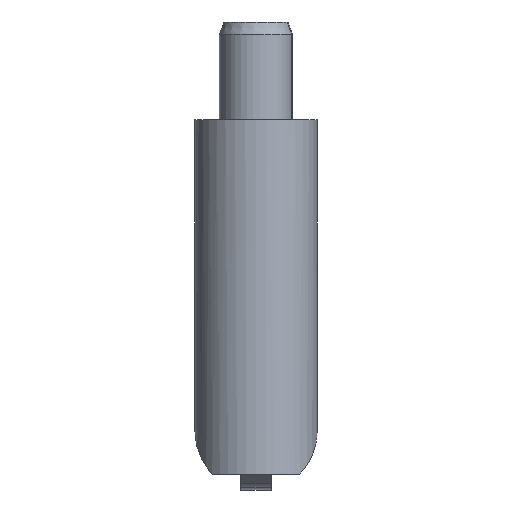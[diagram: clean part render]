
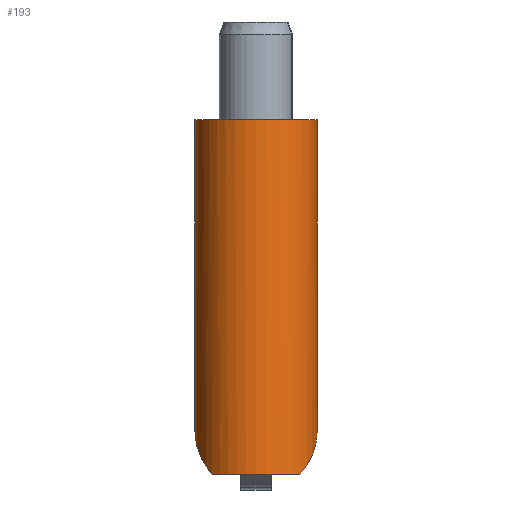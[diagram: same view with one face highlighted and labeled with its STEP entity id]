
A CAD part, front view. The second image highlights one B-rep face of the part: STEP entity #193.
In plain terms, the highlighted cylindrical face has radius 10 mm (diameter 20 mm), a partial arc.
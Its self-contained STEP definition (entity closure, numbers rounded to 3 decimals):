
#134=CARTESIAN_POINT('',(-9.287,7.127,0.0));
#135=DIRECTION('',(0.0,0.0,1.0));
#136=DIRECTION('',(-1.0,0.0,0.0));
#137=AXIS2_PLACEMENT_3D('',#134,#135,#136);
#138=CYLINDRICAL_SURFACE('',#137,10.0);
#139=CARTESIAN_POINT('',(-19.287,7.127,7.));
#140=VERTEX_POINT('',#139);
#141=CARTESIAN_POINT('',(-19.287,7.127,58.));
#142=VERTEX_POINT('',#141);
#143=CARTESIAN_POINT('',(-19.287,7.127,7.));
#144=DIRECTION('',(0.0,0.0,1.0));
#145=VECTOR('',#144,51.0);
#146=LINE('',#143,#145);
#147=EDGE_CURVE('',#140,#142,#146,.T.);
#148=ORIENTED_EDGE('',*,*,#147,.F.);
#149=CARTESIAN_POINT('',(-16.429,0.127,0.0));
#150=VERTEX_POINT('',#149);
#151=CARTESIAN_POINT('',(-9.287,7.127,7.));
#152=DIRECTION('',(0.0,-0.707,0.707));
#153=DIRECTION('',(0.0,-0.707,-0.707));
#154=AXIS2_PLACEMENT_3D('',#151,#152,#153);
#155=ELLIPSE('',#154,14.142,10.0);
#156=EDGE_CURVE('',#140,#150,#155,.T.);
#157=ORIENTED_EDGE('',*,*,#156,.T.);
#158=CARTESIAN_POINT('',(-2.146,0.127,0.0));
#159=VERTEX_POINT('',#158);
#160=CARTESIAN_POINT('',(-9.287,7.127,0.0));
#161=DIRECTION('',(0.0,0.0,-1.0));
#162=DIRECTION('',(-1.0,0.0,0.0));
#163=AXIS2_PLACEMENT_3D('',#160,#161,#162);
#164=CIRCLE('',#163,10.0);
#165=EDGE_CURVE('',#159,#150,#164,.T.);
#166=ORIENTED_EDGE('',*,*,#165,.F.);
#167=CARTESIAN_POINT('',(0.713,7.127,7.));
#168=VERTEX_POINT('',#167);
#169=CARTESIAN_POINT('',(-9.287,7.127,7.));
#170=DIRECTION('',(0.0,-0.707,0.707));
#171=DIRECTION('',(0.0,-0.707,-0.707));
#172=AXIS2_PLACEMENT_3D('',#169,#170,#171);
#173=ELLIPSE('',#172,14.142,10.0);
#174=EDGE_CURVE('',#159,#168,#173,.T.);
#175=ORIENTED_EDGE('',*,*,#174,.T.);
#176=CARTESIAN_POINT('',(0.713,7.127,58.));
#177=VERTEX_POINT('',#176);
#178=CARTESIAN_POINT('',(0.713,7.127,58.));
#179=DIRECTION('',(0.0,0.0,-1.0));
#180=VECTOR('',#179,51.);
#181=LINE('',#178,#180);
#182=EDGE_CURVE('',#177,#168,#181,.T.);
#183=ORIENTED_EDGE('',*,*,#182,.F.);
#184=CARTESIAN_POINT('',(-9.287,7.127,58.));
#185=DIRECTION('',(0.0,0.0,-1.0));
#186=DIRECTION('',(-1.0,0.0,0.0));
#187=AXIS2_PLACEMENT_3D('',#184,#185,#186);
#188=CIRCLE('',#187,10.0);
#189=EDGE_CURVE('',#177,#142,#188,.T.);
#190=ORIENTED_EDGE('',*,*,#189,.T.);
#191=EDGE_LOOP('',(#148,#157,#166,#175,#183,#190));
#192=FACE_OUTER_BOUND('',#191,.T.);
#193=ADVANCED_FACE('',(#192),#138,.T.);
